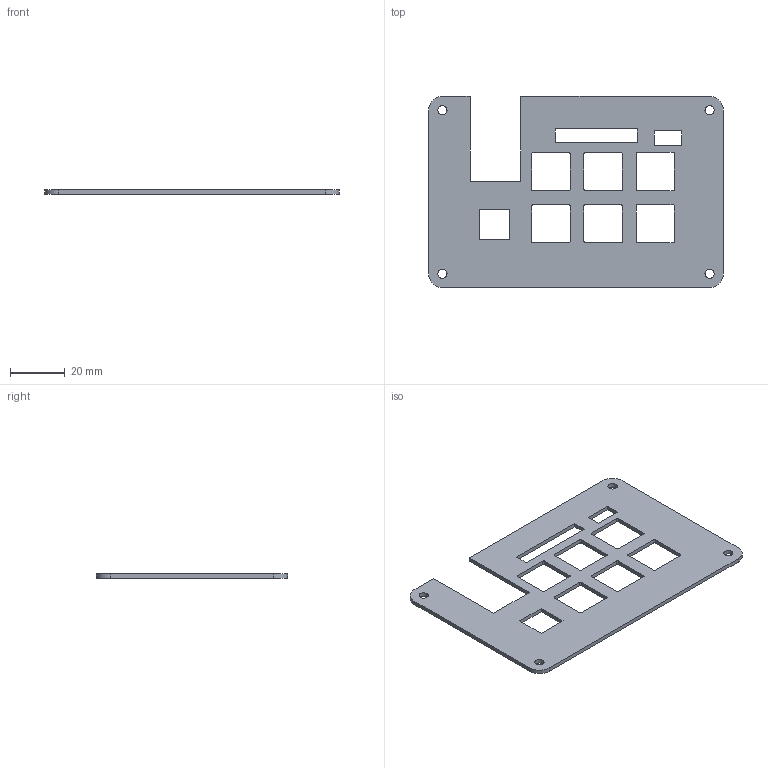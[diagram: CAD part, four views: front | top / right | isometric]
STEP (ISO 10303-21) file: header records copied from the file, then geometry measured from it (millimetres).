
FILE_DESCRIPTION(/* description */ (''),/* implementation_level */ '2;1');
FILE_NAME(/* name */ 'top_new.step',/* time_stamp */ '2025-06-27T12:22:40-04:00',/* author */ (''),/* organization */ (''),/* preprocessor_version */ 'ST-DEVELOPER v20.1',/* originating_system */ 'Autodesk Translation Framework v14.10.0.0',/* authorisation */ '');
FILE_SCHEMA (('AUTOMOTIVE_DESIGN { 1 0 10303 214 3 1 1 }'));
Length unit declared in the file: millimetre
Products named in the file (1): 2025-06-26-22-53-45-759
Bounding box: 107.58 x 69.8 x 1.5 mm (x, y, z)
Volume: 8063 mm3; surface area: 12141 mm2
Topology: 1 solids, 1 shells, 78 faces, 228 edges, 152 vertices
Faces by surface type: plane 46, cylinder 32
Full cylindrical faces by diameter (mm): 3.4 x4
Entity records: 2681 total; most frequent: CARTESIAN_POINT 459, ORIENTED_EDGE 456, DIRECTION 450, EDGE_CURVE 228, LINE 164, VECTOR 164, VERTEX_POINT 152, AXIS2_PLACEMENT_3D 143
